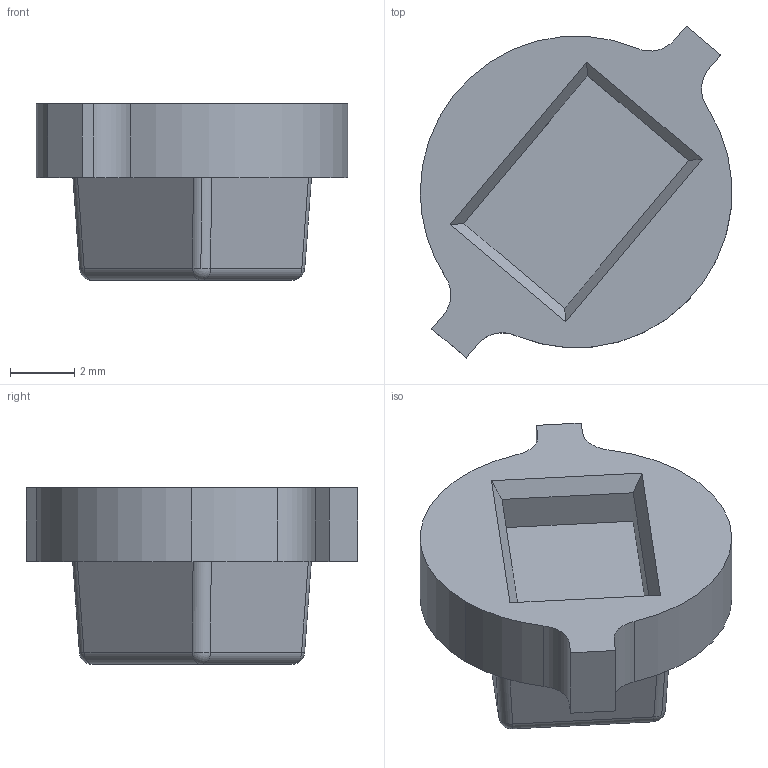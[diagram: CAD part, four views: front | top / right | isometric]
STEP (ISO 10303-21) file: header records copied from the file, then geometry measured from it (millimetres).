
FILE_DESCRIPTION (( 'STEP AP203' ), '1' );
FILE_NAME ('CabezaLlaveB.STEP', '2022-01-19T12:59:43', ( '' ), ( '' ), 'SwSTEP 2.0', 'SolidWorks 2016', '' );
FILE_SCHEMA (( 'CONFIG_CONTROL_DESIGN' ));
Length unit declared in the file: millimetre
Products named in the file (1): CabezaLlaveB
Bounding box: 9.69 x 10.32 x 5.5 mm (x, y, z)
Volume: 228.5 mm3; surface area: 324 mm2
Topology: 1 solids, 1 shells, 45 faces, 105 edges, 64 vertices
Faces by surface type: plane 22, cylinder 18, sphere 5
Entity records: 1343 total; most frequent: CARTESIAN_POINT 233, DIRECTION 222, ORIENTED_EDGE 210, EDGE_CURVE 105, AXIS2_PLACEMENT_3D 77, VECTOR 68, LINE 68, VERTEX_POINT 64
